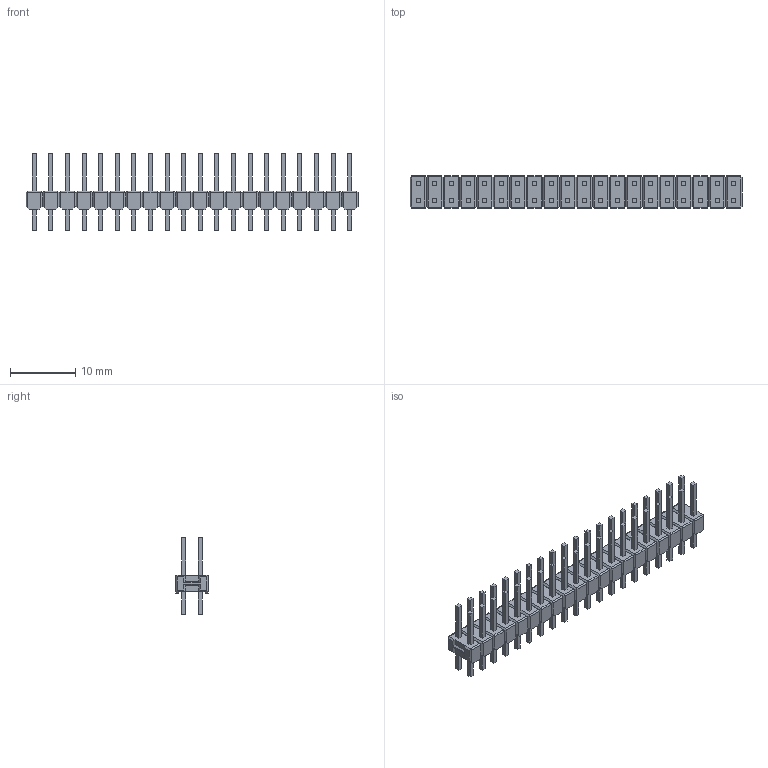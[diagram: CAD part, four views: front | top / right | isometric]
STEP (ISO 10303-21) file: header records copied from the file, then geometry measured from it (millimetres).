
FILE_DESCRIPTION((''),'2;1');
FILE_NAME('C-2-826656-0','2017-04-03T',('workeradm'),('Tyco Electronics Ltd.'),'CREO PARAMETRIC BY PTC INC, 2016050','CREO PARAMETRIC BY PTC INC, 2016050','');
FILE_SCHEMA(('AUTOMOTIVE_DESIGN { 1 0 10303 214 1 1 1 1 }'));
Length unit declared in the file: millimetre
Products named in the file (1): C-2-826656-0
Bounding box: 50.8 x 5 x 11.8 mm (x, y, z)
Volume: 772.4 mm3; surface area: 1805.4 mm2
Topology: 1 solids, 1 shells, 782 faces, 2016 edges, 1316 vertices
Faces by surface type: plane 742, cylinder 40
Entity records: 23430 total; most frequent: CARTESIAN_POINT 4522, ORIENTED_EDGE 4032, DIRECTION 3420, EDGE_CURVE 2016, VECTOR 1856, LINE 1856, VERTEX_POINT 1316, EDGE_LOOP 862
